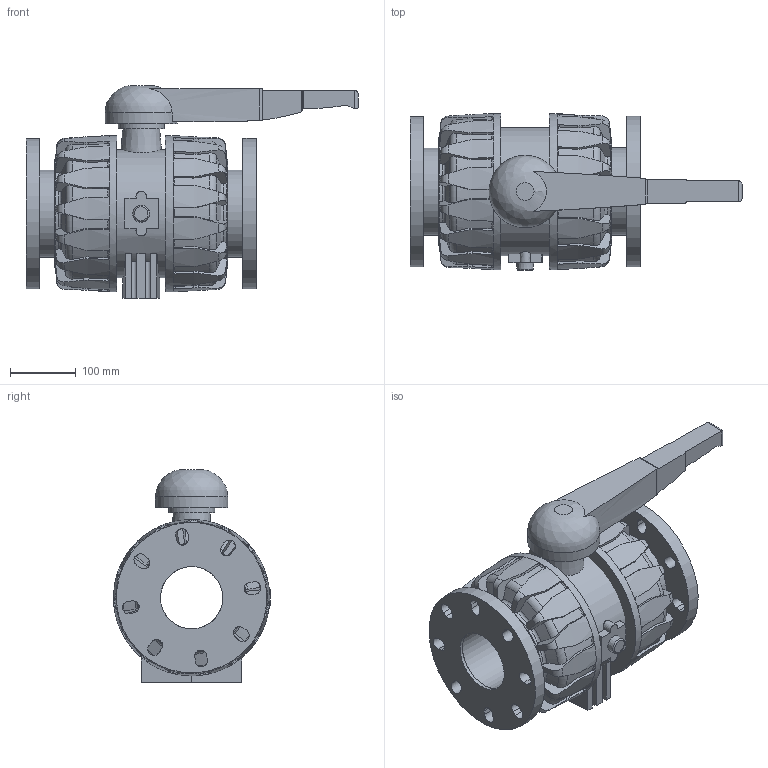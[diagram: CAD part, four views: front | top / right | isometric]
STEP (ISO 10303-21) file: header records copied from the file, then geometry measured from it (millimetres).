
FILE_DESCRIPTION(/* description */ (''),/* implementation_level */ '2;1');
FILE_NAME(/* name */ 'VKDOV110E.iam.stp',/* time_stamp */ '2013-10-01T10:38:15+02:00',/* author */ ('bfaro'),/* organization */ (''),/* preprocessor_version */ 'ST-DEVELOPER v15.2',/* originating_system */ 'Autodesk Inventor 2014',/* authorisation */ '');
FILE_SCHEMA (('AUTOMOTIVE_DESIGN { 1 0 10303 214 3 1 1 }'));
Length unit declared in the file: millimetre
Products named in the file (6): 1MNC110; ENDDV110; NTVKD110V; cassa VKD_110; Flangia Fissa D110 Socket ISO-ASA; VKDOV110E
Bounding box: 505.3 x 238.85 x 324 mm (x, y, z)
Volume: 10415351.3 mm3; surface area: 1137952.1 mm2
Topology: 8 solids, 8 shells, 891 faces, 2485 edges, 1622 vertices
Faces by surface type: plane 339, cylinder 230, torus 159, cone 154, bspline 9
Full cylindrical faces by diameter (mm): 70 x1, 95 x4, 110 x6, 133 x2, 140.035 x2, 180 x2, 189.6 x2, 195.3 x1, 229 x2, 237.758 x2
Entity records: 19527 total; most frequent: CARTESIAN_POINT 7521, ORIENTED_EDGE 2652, DIRECTION 2275, EDGE_CURVE 1326, AXIS2_PLACEMENT_3D 925, VERTEX_POINT 881, EDGE_LOOP 539, ADVANCED_FACE 485
